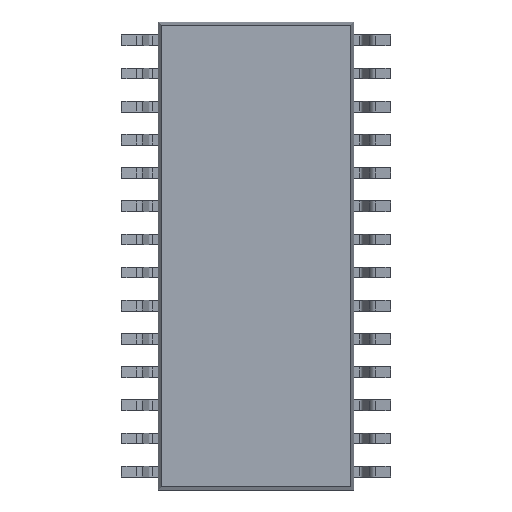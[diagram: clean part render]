
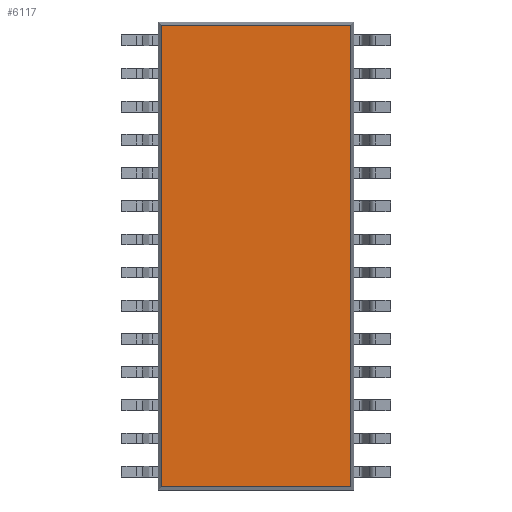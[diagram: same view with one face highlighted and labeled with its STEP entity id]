
A CAD part, front view. The second image highlights one B-rep face of the part: STEP entity #6117.
In plain terms, the highlighted planar face has unit normal (0, -1, 0).
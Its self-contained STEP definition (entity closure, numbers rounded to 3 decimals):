
#729 = VERTEX_POINT ( 'NONE', #21247 ) ;
#1322 = PLANE ( 'NONE',  #18332 ) ;
#2040 = CARTESIAN_POINT ( 'NONE',  ( 3.745, 0., -8.827 ) ) ;
#2848 = VECTOR ( 'NONE', #21819, 1000. ) ;
#2907 = VECTOR ( 'NONE', #4344, 1000. ) ;
#3507 = EDGE_CURVE ( 'NONE', #21531, #729, #5060, .T. ) ;
#4143 = VERTEX_POINT ( 'NONE', #25137 ) ;
#4344 = DIRECTION ( 'NONE',  ( 1., 0., 0. ) ) ;
#4384 = CARTESIAN_POINT ( 'NONE',  ( 3.617, 0., 8.955 ) ) ;
#4488 = ORIENTED_EDGE ( 'NONE', *, *, #15014, .T. ) ;
#5060 = LINE ( 'NONE', #22845, #18497 ) ;
#6117 = ADVANCED_FACE ( 'NONE', ( #18630 ), #1322, .T. ) ;
#7206 = ORIENTED_EDGE ( 'NONE', *, *, #9516, .T. ) ;
#7229 = CARTESIAN_POINT ( 'NONE',  ( 0., 0., 0. ) ) ;
#9516 = EDGE_CURVE ( 'NONE', #729, #4143, #13911, .T. ) ;
#9537 = EDGE_LOOP ( 'NONE', ( #16004, #12177, #7206, #4488 ) ) ;
#12177 = ORIENTED_EDGE ( 'NONE', *, *, #3507, .T. ) ;
#12425 = VERTEX_POINT ( 'NONE', #17447 ) ;
#12920 = DIRECTION ( 'NONE',  ( -1., 0., 0. ) ) ;
#13911 = LINE ( 'NONE', #21787, #24480 ) ;
#15014 = EDGE_CURVE ( 'NONE', #4143, #12425, #19723, .T. ) ;
#15648 = DIRECTION ( 'NONE',  ( 0., 0., -1. ) ) ;
#16004 = ORIENTED_EDGE ( 'NONE', *, *, #22928, .T. ) ;
#16367 = DIRECTION ( 'NONE',  ( 0., 0., -1. ) ) ;
#17447 = CARTESIAN_POINT ( 'NONE',  ( 3.617, 0., -8.827 ) ) ;
#18332 = AXIS2_PLACEMENT_3D ( 'NONE', #7229, #20556, #15648 ) ;
#18497 = VECTOR ( 'NONE', #12920, 1000. ) ;
#18630 = FACE_OUTER_BOUND ( 'NONE', #9537, .T. ) ;
#18896 = CARTESIAN_POINT ( 'NONE',  ( 3.617, 0., 8.827 ) ) ;
#19723 = LINE ( 'NONE', #2040, #2907 ) ;
#20556 = DIRECTION ( 'NONE',  ( 0., -1., 0. ) ) ;
#21247 = CARTESIAN_POINT ( 'NONE',  ( -3.617, 0., 8.827 ) ) ;
#21531 = VERTEX_POINT ( 'NONE', #18896 ) ;
#21787 = CARTESIAN_POINT ( 'NONE',  ( -3.617, 0., -8.955 ) ) ;
#21819 = DIRECTION ( 'NONE',  ( 0., 0., 1. ) ) ;
#22845 = CARTESIAN_POINT ( 'NONE',  ( -3.745, 0., 8.827 ) ) ;
#22928 = EDGE_CURVE ( 'NONE', #12425, #21531, #23634, .T. ) ;
#23634 = LINE ( 'NONE', #4384, #2848 ) ;
#24480 = VECTOR ( 'NONE', #16367, 1000. ) ;
#25137 = CARTESIAN_POINT ( 'NONE',  ( -3.617, 0., -8.827 ) ) ;
